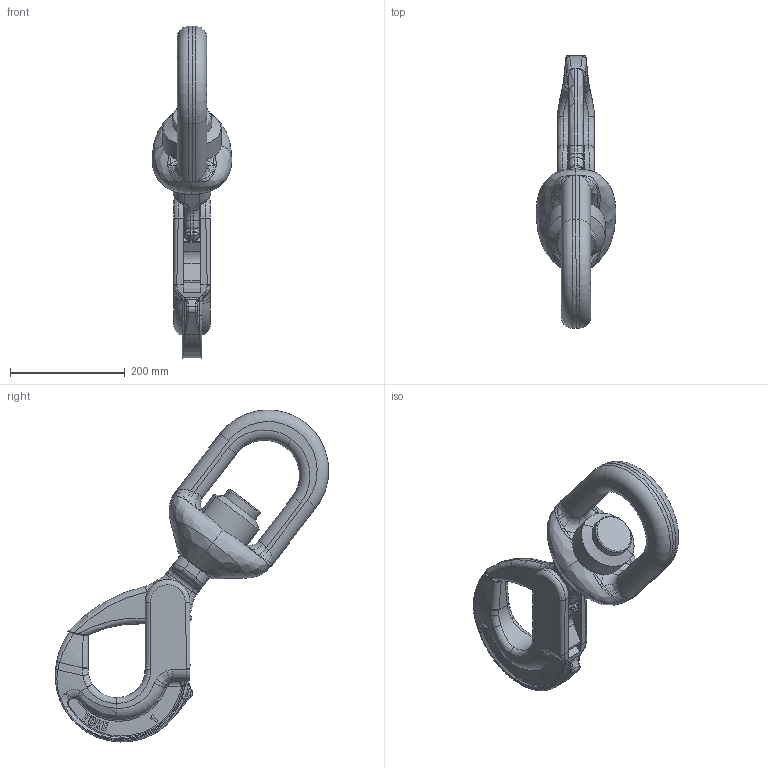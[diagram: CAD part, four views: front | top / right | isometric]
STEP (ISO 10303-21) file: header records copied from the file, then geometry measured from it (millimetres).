
FILE_DESCRIPTION(('CATIA V5 STEP Exchange'),'2;1');
FILE_NAME('X-027N-26.stp','2014-05-26T08:12:35+00:00',('none'),('none'),'CATIA Version 5 Release 21 GA (IN-10)','CATIA V5 STEP AP214','none');
FILE_SCHEMA(('AUTOMOTIVE_DESIGN { 1 0 10303 214 1 1 1 1 }'));
Length unit declared in the file: millimetre
Products named in the file (1): X-027N-26
Bounding box: 138.96 x 475.86 x 577.94 mm (x, y, z)
Volume: 4641950 mm3; surface area: 330831 mm2
Topology: 1 solids, 1 shells, 875 faces, 2382 edges, 1488 vertices
Faces by surface type: plane 528, bspline 194, cylinder 83, torus 58, cone 8, sphere 4
Entity records: 45044 total; most frequent: CARTESIAN_POINT 25998, ORIENTED_EDGE 4712, DIRECTION 2632, EDGE_CURVE 2356, VERTEX_POINT 1488, VECTOR 1095, LINE 1095, B_SPLINE_CURVE_WITH_KNOTS 1010
